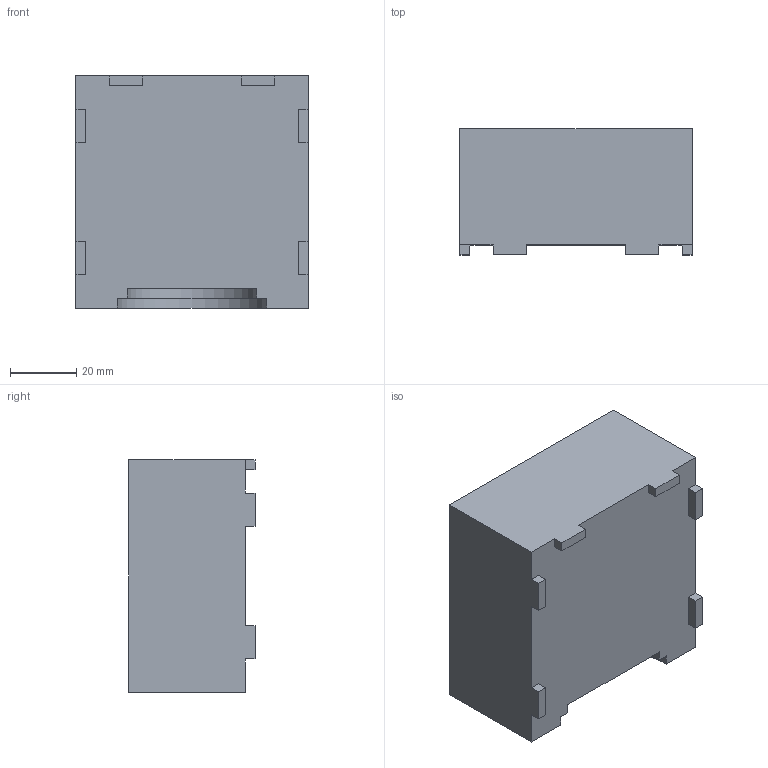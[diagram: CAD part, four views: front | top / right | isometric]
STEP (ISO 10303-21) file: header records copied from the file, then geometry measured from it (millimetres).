
FILE_DESCRIPTION(/* description */ (''),/* implementation_level */ '2;1');
FILE_NAME(/* name */ 'Make_Your_Mold',/* time_stamp */ '2024-02-16T10:36:38+01:00',/* author */ (''),/* organization */ (''),/* preprocessor_version */ 'ST-DEVELOPER v19.2',/* originating_system */ 'Rhino 8.4',/* authorisation */ '');
FILE_SCHEMA (('AUTOMOTIVE_DESIGN'));
Length unit declared in the file: millimetre
Products named in the file (1): Document
Bounding box: 70 x 38 x 70 mm (x, y, z)
Surface area: 15311.8 mm2 (no closed solid volume)
Topology: 0 solids, 1 shells, 33 faces, 96 edges, 64 vertices
Faces by surface type: plane 30, cylinder 2, bspline 1
Entity records: 1001 total; most frequent: CARTESIAN_POINT 312, ORIENTED_EDGE 188, EDGE_CURVE 96, B_SPLINE_CURVE_WITH_KNOTS 92, VERTEX_POINT 64, DIRECTION 44, AXIS2_PLACEMENT_3D 38, ADVANCED_FACE 33
